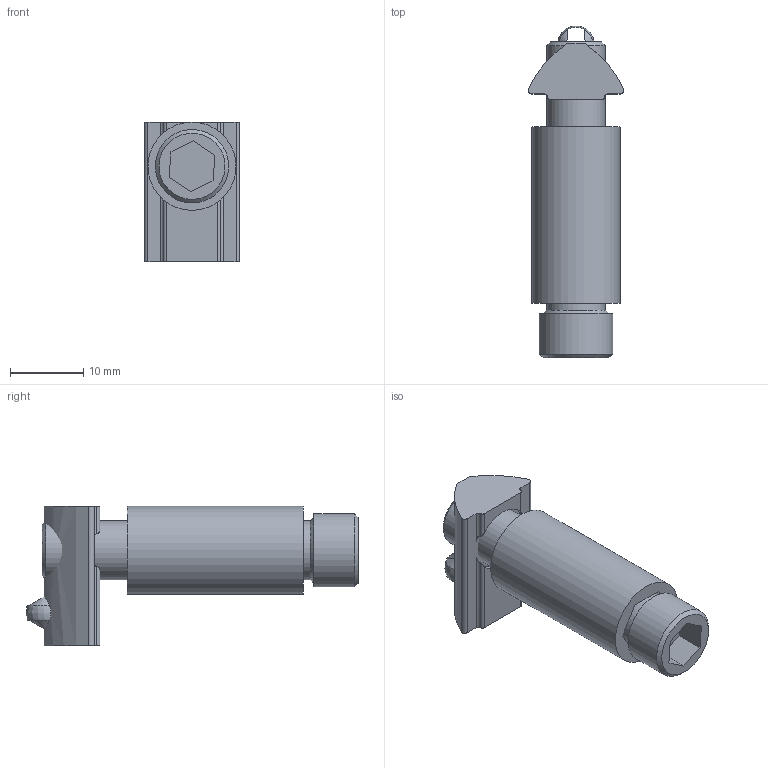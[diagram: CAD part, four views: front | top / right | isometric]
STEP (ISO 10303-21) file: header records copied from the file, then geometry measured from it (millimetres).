
FILE_DESCRIPTION((''),'2;1');
FILE_NAME('AR3599.stp','2018-01-12T15:02:27',('Konstruktor II'),(''),'Autodesk Inventor 2013','Autodesk Inventor 2013','');
FILE_SCHEMA(('AUTOMOTIVE_DESIGN { 1 0 10303 214 1 1 1 1 }'));
Length unit declared in the file: millimetre
Products named in the file (4): AR3599; AR3607 I; AR3607 II; AR3607 III
Assembly tree (3 placements, depth 2):
  AR3599
    AR3607 I
    AR3607 II
    AR3607 III
Bounding box: 12.99 x 45.18 x 19 mm (x, y, z)
Volume: 4679.1 mm3; surface area: 3947.3 mm2
Topology: 3 solids, 3 shells, 84 faces, 222 edges, 145 vertices
Faces by surface type: plane 56, cylinder 21, cone 3, sphere 3, revolution 1
Full cylindrical faces by diameter (mm): 6.647 x1, 8 x2, 10 x1, 12 x1
Entity records: 2836 total; most frequent: CARTESIAN_POINT 637, DIRECTION 441, ORIENTED_EDGE 426, EDGE_CURVE 213, AXIS2_PLACEMENT_3D 154, VERTEX_POINT 144, VECTOR 132, LINE 132
